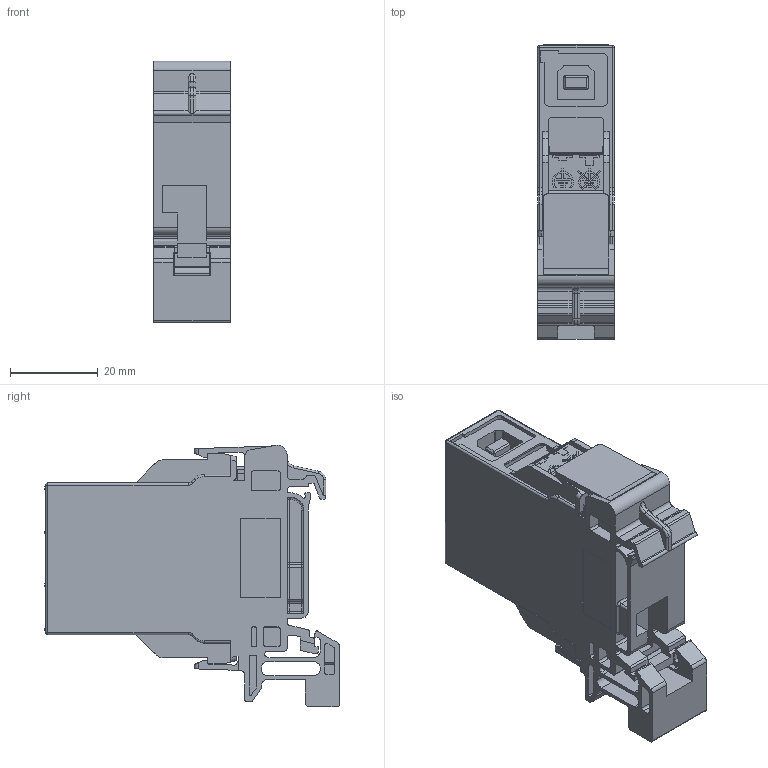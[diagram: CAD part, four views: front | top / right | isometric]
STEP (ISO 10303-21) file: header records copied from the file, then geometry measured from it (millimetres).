
FILE_DESCRIPTION (( 'STEP AP214' ), '1' );
FILE_NAME ('J80023A0006H50.STEP', '2017-10-09T12:22:55', ( '' ), ( '' ), 'SwSTEP 2.0', 'SolidWorks 2017', '' );
FILE_SCHEMA (( 'AUTOMOTIVE_DESIGN' ));
Length unit declared in the file: millimetre
Products named in the file (1): J80023A0006H50
Bounding box: 17.5 x 67.05 x 59.55 mm (x, y, z)
Volume: 38338.4 mm3; surface area: 17912.1 mm2
Topology: 1 solids, 2 shells, 1143 faces, 3152 edges, 2012 vertices
Faces by surface type: plane 736, cylinder 320, torus 36, sphere 25, cone 14, bspline 12
Entity records: 48075 total; most frequent: CARTESIAN_POINT 7095, ORIENTED_EDGE 6250, DIRECTION 5932, EDGE_CURVE 3125, LINE 2382, VECTOR 2382, VERTEX_POINT 2012, AXIS2_PLACEMENT_3D 1775
